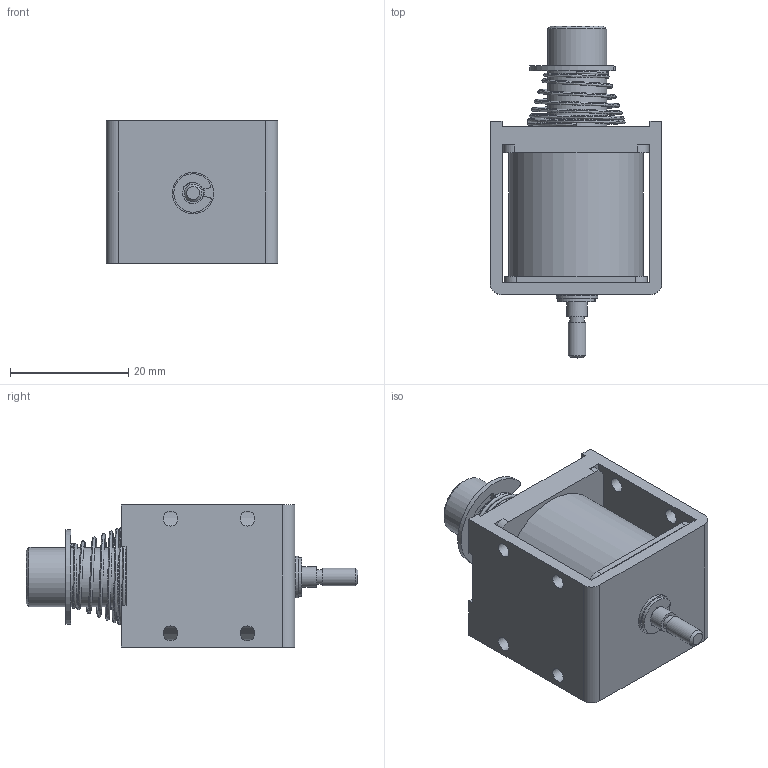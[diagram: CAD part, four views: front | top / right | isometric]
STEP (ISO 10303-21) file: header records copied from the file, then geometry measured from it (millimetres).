
FILE_DESCRIPTION(/* description */ ('STEP AP203'),/* implementation_level */ '2;1');
FILE_NAME(/* name */ 'kicker.step',/* time_stamp */ '2025-07-15T13:35:21+09:00',/* author */ (''),/* organization */ (''),/* preprocessor_version */ 'ST-DEVELOPER v20.1',/* originating_system */ 'Autodesk Translation Framework v14.10.0.0',/* authorisation */ '');
FILE_SCHEMA (('AUTOMOTIVE_DESIGN { 1 0 10303 214 3 1 1 }'));
Length unit declared in the file: millimetre
Products named in the file (4): w_cbs1029; Part6^w_cbs1029; Part1^w_cbs1029_pl; w_21053081
Assembly tree (3 placements, depth 2):
  w_cbs1029
    Part6^w_cbs1029
    Part1^w_cbs1029_pl
    w_21053081
Bounding box: 29 x 56.1 x 24.1 mm (x, y, z)
Volume: 16773 mm3; surface area: 10291.6 mm2
Topology: 3 solids, 3 shells, 137 faces, 367 edges, 238 vertices
Faces by surface type: plane 71, cylinder 62, cone 2, bspline 2
Full cylindrical faces by diameter (mm): 2 x1, 2.4 x1, 2.5 x8, 3 x1, 3.5 x2, 3.8 x1, 3.9 x1, 6 x1, 7 x1, 8.1 x1, 10 x3, 10.1 x1, 11 x1, 11.2 x1, 22.8 x1
Entity records: 8530 total; most frequent: CARTESIAN_POINT 4785, DIRECTION 813, ORIENTED_EDGE 734, EDGE_CURVE 367, AXIS2_PLACEMENT_3D 306, VERTEX_POINT 238, LINE 201, VECTOR 201
